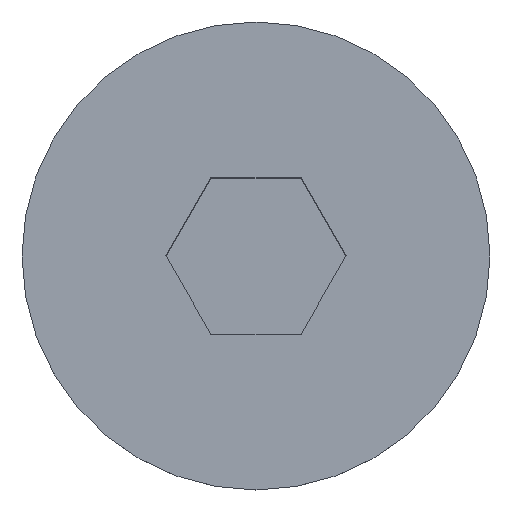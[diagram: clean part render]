
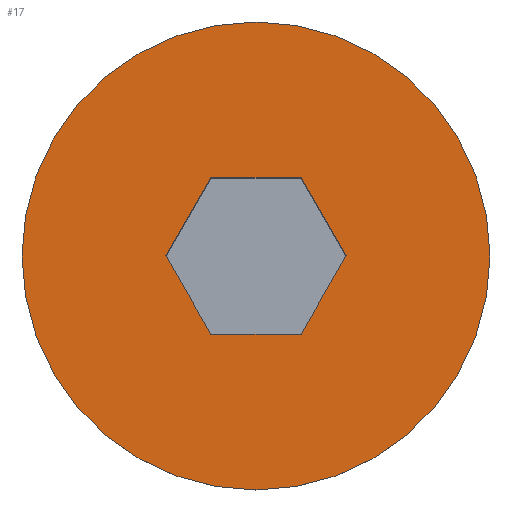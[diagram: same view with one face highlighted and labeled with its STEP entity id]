
A CAD part, top view. The second image highlights one B-rep face of the part: STEP entity #17.
In plain terms, the highlighted planar face has unit normal (0, 0, 1).
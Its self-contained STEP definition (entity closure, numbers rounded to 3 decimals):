
#17 = ADVANCED_FACE('',(#18,#54),#31,.T.);
#18 = FACE_BOUND('',#19,.F.);
#19 = EDGE_LOOP('',(#20));
#20 = ORIENTED_EDGE('',*,*,#21,.F.);
#21 = EDGE_CURVE('',#22,#22,#24,.T.);
#22 = VERTEX_POINT('',#23);
#23 = CARTESIAN_POINT('',(6.,0.,3.3));
#24 = SURFACE_CURVE('',#25,(#30,#42),.PCURVE_S1.);
#25 = CIRCLE('',#26,6.);
#26 = AXIS2_PLACEMENT_3D('',#27,#28,#29);
#27 = CARTESIAN_POINT('',(0.,0.,3.3));
#28 = DIRECTION('',(0.,-0.,1.));
#29 = DIRECTION('',(1.,0.,0.));
#30 = PCURVE('',#31,#36);
#31 = PLANE('',#32);
#32 = AXIS2_PLACEMENT_3D('',#33,#34,#35);
#33 = CARTESIAN_POINT('',(0.,0.,3.3));
#34 = DIRECTION('',(0.,0.,1.));
#35 = DIRECTION('',(1.,0.,0.));
#36 = DEFINITIONAL_REPRESENTATION('',(#37),#41);
#37 = CIRCLE('',#38,6.);
#38 = AXIS2_PLACEMENT_2D('',#39,#40);
#39 = CARTESIAN_POINT('',(0.,0.));
#40 = DIRECTION('',(1.,-0.));
#41 = ( GEOMETRIC_REPRESENTATION_CONTEXT(2) 
PARAMETRIC_REPRESENTATION_CONTEXT() REPRESENTATION_CONTEXT('2D SPACE',''
  ) );
#42 = PCURVE('',#43,#48);
#43 = CYLINDRICAL_SURFACE('',#44,6.);
#44 = AXIS2_PLACEMENT_3D('',#45,#46,#47);
#45 = CARTESIAN_POINT('',(0.,0.,3.3));
#46 = DIRECTION('',(-0.,-0.,-1.));
#47 = DIRECTION('',(1.,0.,0.));
#48 = DEFINITIONAL_REPRESENTATION('',(#49),#53);
#49 = LINE('',#50,#51);
#50 = CARTESIAN_POINT('',(-0.,0.));
#51 = VECTOR('',#52,1.);
#52 = DIRECTION('',(-1.,0.));
#53 = ( GEOMETRIC_REPRESENTATION_CONTEXT(2) 
PARAMETRIC_REPRESENTATION_CONTEXT() REPRESENTATION_CONTEXT('2D SPACE',''
  ) );
#54 = FACE_BOUND('',#55,.F.);
#55 = EDGE_LOOP('',(#56,#86,#114,#142,#170,#198));
#56 = ORIENTED_EDGE('',*,*,#57,.T.);
#57 = EDGE_CURVE('',#58,#60,#62,.T.);
#58 = VERTEX_POINT('',#59);
#59 = CARTESIAN_POINT('',(1.155,-2.001,3.3));
#60 = VERTEX_POINT('',#61);
#61 = CARTESIAN_POINT('',(2.31,0.,3.3));
#62 = SURFACE_CURVE('',#63,(#67,#74),.PCURVE_S1.);
#63 = LINE('',#64,#65);
#64 = CARTESIAN_POINT('',(1.155,-2.001,3.3));
#65 = VECTOR('',#66,1.);
#66 = DIRECTION('',(0.5,0.866,0.));
#67 = PCURVE('',#31,#68);
#68 = DEFINITIONAL_REPRESENTATION('',(#69),#73);
#69 = LINE('',#70,#71);
#70 = CARTESIAN_POINT('',(1.155,-2.001));
#71 = VECTOR('',#72,1.);
#72 = DIRECTION('',(0.5,0.866));
#73 = ( GEOMETRIC_REPRESENTATION_CONTEXT(2) 
PARAMETRIC_REPRESENTATION_CONTEXT() REPRESENTATION_CONTEXT('2D SPACE',''
  ) );
#74 = PCURVE('',#75,#80);
#75 = PLANE('',#76);
#76 = AXIS2_PLACEMENT_3D('',#77,#78,#79);
#77 = CARTESIAN_POINT('',(1.155,-2.001,0.8));
#78 = DIRECTION('',(-0.866,0.5,0.));
#79 = DIRECTION('',(0.5,0.866,0.));
#80 = DEFINITIONAL_REPRESENTATION('',(#81),#85);
#81 = LINE('',#82,#83);
#82 = CARTESIAN_POINT('',(0.,-2.5));
#83 = VECTOR('',#84,1.);
#84 = DIRECTION('',(1.,0.));
#85 = ( GEOMETRIC_REPRESENTATION_CONTEXT(2) 
PARAMETRIC_REPRESENTATION_CONTEXT() REPRESENTATION_CONTEXT('2D SPACE',''
  ) );
#86 = ORIENTED_EDGE('',*,*,#87,.T.);
#87 = EDGE_CURVE('',#60,#88,#90,.T.);
#88 = VERTEX_POINT('',#89);
#89 = CARTESIAN_POINT('',(1.155,2.001,3.3));
#90 = SURFACE_CURVE('',#91,(#95,#102),.PCURVE_S1.);
#91 = LINE('',#92,#93);
#92 = CARTESIAN_POINT('',(2.31,0.,3.3));
#93 = VECTOR('',#94,1.);
#94 = DIRECTION('',(-0.5,0.866,0.));
#95 = PCURVE('',#31,#96);
#96 = DEFINITIONAL_REPRESENTATION('',(#97),#101);
#97 = LINE('',#98,#99);
#98 = CARTESIAN_POINT('',(2.31,0.));
#99 = VECTOR('',#100,1.);
#100 = DIRECTION('',(-0.5,0.866));
#101 = ( GEOMETRIC_REPRESENTATION_CONTEXT(2) 
PARAMETRIC_REPRESENTATION_CONTEXT() REPRESENTATION_CONTEXT('2D SPACE',''
  ) );
#102 = PCURVE('',#103,#108);
#103 = PLANE('',#104);
#104 = AXIS2_PLACEMENT_3D('',#105,#106,#107);
#105 = CARTESIAN_POINT('',(2.31,0.,0.8));
#106 = DIRECTION('',(-0.866,-0.5,0.));
#107 = DIRECTION('',(-0.5,0.866,0.));
#108 = DEFINITIONAL_REPRESENTATION('',(#109),#113);
#109 = LINE('',#110,#111);
#110 = CARTESIAN_POINT('',(0.,-2.5));
#111 = VECTOR('',#112,1.);
#112 = DIRECTION('',(1.,0.));
#113 = ( GEOMETRIC_REPRESENTATION_CONTEXT(2) 
PARAMETRIC_REPRESENTATION_CONTEXT() REPRESENTATION_CONTEXT('2D SPACE',''
  ) );
#114 = ORIENTED_EDGE('',*,*,#115,.T.);
#115 = EDGE_CURVE('',#88,#116,#118,.T.);
#116 = VERTEX_POINT('',#117);
#117 = CARTESIAN_POINT('',(-1.155,2.001,3.3));
#118 = SURFACE_CURVE('',#119,(#123,#130),.PCURVE_S1.);
#119 = LINE('',#120,#121);
#120 = CARTESIAN_POINT('',(1.155,2.001,3.3));
#121 = VECTOR('',#122,1.);
#122 = DIRECTION('',(-1.,0.,0.));
#123 = PCURVE('',#31,#124);
#124 = DEFINITIONAL_REPRESENTATION('',(#125),#129);
#125 = LINE('',#126,#127);
#126 = CARTESIAN_POINT('',(1.155,2.001));
#127 = VECTOR('',#128,1.);
#128 = DIRECTION('',(-1.,0.));
#129 = ( GEOMETRIC_REPRESENTATION_CONTEXT(2) 
PARAMETRIC_REPRESENTATION_CONTEXT() REPRESENTATION_CONTEXT('2D SPACE',''
  ) );
#130 = PCURVE('',#131,#136);
#131 = PLANE('',#132);
#132 = AXIS2_PLACEMENT_3D('',#133,#134,#135);
#133 = CARTESIAN_POINT('',(1.155,2.001,0.8));
#134 = DIRECTION('',(0.,-1.,0.));
#135 = DIRECTION('',(-1.,0.,0.));
#136 = DEFINITIONAL_REPRESENTATION('',(#137),#141);
#137 = LINE('',#138,#139);
#138 = CARTESIAN_POINT('',(0.,-2.5));
#139 = VECTOR('',#140,1.);
#140 = DIRECTION('',(1.,0.));
#141 = ( GEOMETRIC_REPRESENTATION_CONTEXT(2) 
PARAMETRIC_REPRESENTATION_CONTEXT() REPRESENTATION_CONTEXT('2D SPACE',''
  ) );
#142 = ORIENTED_EDGE('',*,*,#143,.T.);
#143 = EDGE_CURVE('',#116,#144,#146,.T.);
#144 = VERTEX_POINT('',#145);
#145 = CARTESIAN_POINT('',(-2.31,0.,3.3));
#146 = SURFACE_CURVE('',#147,(#151,#158),.PCURVE_S1.);
#147 = LINE('',#148,#149);
#148 = CARTESIAN_POINT('',(-1.155,2.001,3.3));
#149 = VECTOR('',#150,1.);
#150 = DIRECTION('',(-0.5,-0.866,0.));
#151 = PCURVE('',#31,#152);
#152 = DEFINITIONAL_REPRESENTATION('',(#153),#157);
#153 = LINE('',#154,#155);
#154 = CARTESIAN_POINT('',(-1.155,2.001));
#155 = VECTOR('',#156,1.);
#156 = DIRECTION('',(-0.5,-0.866));
#157 = ( GEOMETRIC_REPRESENTATION_CONTEXT(2) 
PARAMETRIC_REPRESENTATION_CONTEXT() REPRESENTATION_CONTEXT('2D SPACE',''
  ) );
#158 = PCURVE('',#159,#164);
#159 = PLANE('',#160);
#160 = AXIS2_PLACEMENT_3D('',#161,#162,#163);
#161 = CARTESIAN_POINT('',(-1.155,2.001,0.8));
#162 = DIRECTION('',(0.866,-0.5,0.));
#163 = DIRECTION('',(-0.5,-0.866,0.));
#164 = DEFINITIONAL_REPRESENTATION('',(#165),#169);
#165 = LINE('',#166,#167);
#166 = CARTESIAN_POINT('',(0.,-2.5));
#167 = VECTOR('',#168,1.);
#168 = DIRECTION('',(1.,0.));
#169 = ( GEOMETRIC_REPRESENTATION_CONTEXT(2) 
PARAMETRIC_REPRESENTATION_CONTEXT() REPRESENTATION_CONTEXT('2D SPACE',''
  ) );
#170 = ORIENTED_EDGE('',*,*,#171,.T.);
#171 = EDGE_CURVE('',#144,#172,#174,.T.);
#172 = VERTEX_POINT('',#173);
#173 = CARTESIAN_POINT('',(-1.155,-2.001,3.3));
#174 = SURFACE_CURVE('',#175,(#179,#186),.PCURVE_S1.);
#175 = LINE('',#176,#177);
#176 = CARTESIAN_POINT('',(-2.31,0.,3.3));
#177 = VECTOR('',#178,1.);
#178 = DIRECTION('',(0.5,-0.866,0.));
#179 = PCURVE('',#31,#180);
#180 = DEFINITIONAL_REPRESENTATION('',(#181),#185);
#181 = LINE('',#182,#183);
#182 = CARTESIAN_POINT('',(-2.31,0.));
#183 = VECTOR('',#184,1.);
#184 = DIRECTION('',(0.5,-0.866));
#185 = ( GEOMETRIC_REPRESENTATION_CONTEXT(2) 
PARAMETRIC_REPRESENTATION_CONTEXT() REPRESENTATION_CONTEXT('2D SPACE',''
  ) );
#186 = PCURVE('',#187,#192);
#187 = PLANE('',#188);
#188 = AXIS2_PLACEMENT_3D('',#189,#190,#191);
#189 = CARTESIAN_POINT('',(-2.31,0.,0.8));
#190 = DIRECTION('',(0.866,0.5,0.));
#191 = DIRECTION('',(0.5,-0.866,0.));
#192 = DEFINITIONAL_REPRESENTATION('',(#193),#197);
#193 = LINE('',#194,#195);
#194 = CARTESIAN_POINT('',(0.,-2.5));
#195 = VECTOR('',#196,1.);
#196 = DIRECTION('',(1.,0.));
#197 = ( GEOMETRIC_REPRESENTATION_CONTEXT(2) 
PARAMETRIC_REPRESENTATION_CONTEXT() REPRESENTATION_CONTEXT('2D SPACE',''
  ) );
#198 = ORIENTED_EDGE('',*,*,#199,.T.);
#199 = EDGE_CURVE('',#172,#58,#200,.T.);
#200 = SURFACE_CURVE('',#201,(#205,#212),.PCURVE_S1.);
#201 = LINE('',#202,#203);
#202 = CARTESIAN_POINT('',(-1.155,-2.001,3.3));
#203 = VECTOR('',#204,1.);
#204 = DIRECTION('',(1.,0.,0.));
#205 = PCURVE('',#31,#206);
#206 = DEFINITIONAL_REPRESENTATION('',(#207),#211);
#207 = LINE('',#208,#209);
#208 = CARTESIAN_POINT('',(-1.155,-2.001));
#209 = VECTOR('',#210,1.);
#210 = DIRECTION('',(1.,0.));
#211 = ( GEOMETRIC_REPRESENTATION_CONTEXT(2) 
PARAMETRIC_REPRESENTATION_CONTEXT() REPRESENTATION_CONTEXT('2D SPACE',''
  ) );
#212 = PCURVE('',#213,#218);
#213 = PLANE('',#214);
#214 = AXIS2_PLACEMENT_3D('',#215,#216,#217);
#215 = CARTESIAN_POINT('',(-1.155,-2.001,0.8));
#216 = DIRECTION('',(0.,1.,0.));
#217 = DIRECTION('',(1.,0.,0.));
#218 = DEFINITIONAL_REPRESENTATION('',(#219),#223);
#219 = LINE('',#220,#221);
#220 = CARTESIAN_POINT('',(0.,-2.5));
#221 = VECTOR('',#222,1.);
#222 = DIRECTION('',(1.,0.));
#223 = ( GEOMETRIC_REPRESENTATION_CONTEXT(2) 
PARAMETRIC_REPRESENTATION_CONTEXT() REPRESENTATION_CONTEXT('2D SPACE',''
  ) );
